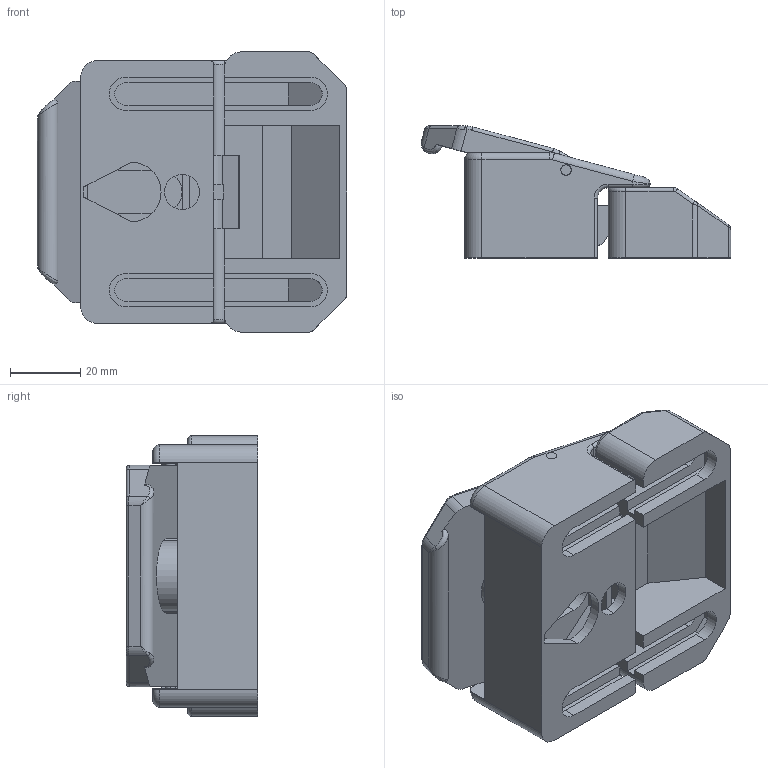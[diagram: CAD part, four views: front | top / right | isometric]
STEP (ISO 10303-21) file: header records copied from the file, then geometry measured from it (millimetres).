
FILE_DESCRIPTION (( 'STEP AP203' ), '1' );
FILE_NAME ('0957301.STEP', '2011-03-31T12:03:09', ( '' ), ( '' ), 'SwSTEP 2.0', 'SolidWorks 2011', '' );
FILE_SCHEMA (( 'CONFIG_CONTROL_DESIGN' ));
Length unit declared in the file: millimetre
Products named in the file (7): griff_Standard; Klammer_ohne Schloß; 0957301; bock_Standard; 0957101_7 103 - offen; schloss_Standard; stift_Standard
Assembly tree (7 placements, depth 3):
  0957301
    bock_Standard
    0957101_7 103 - offen
      schloss_Standard
      stift_Standard  x2
      griff_Standard
      Klammer_ohne Schloß
Bounding box: 88.31 x 37.59 x 80 mm (x, y, z)
Volume: 97674.9 mm3; surface area: 42632.7 mm2
Topology: 6 solids, 6 shells, 301 faces, 772 edges, 484 vertices
Faces by surface type: plane 143, cylinder 106, torus 26, bspline 24, cone 2
Entity records: 10207 total; most frequent: CARTESIAN_POINT 2284, ORIENTED_EDGE 1524, DIRECTION 1502, EDGE_CURVE 762, AXIS2_PLACEMENT_3D 512, VERTEX_POINT 480, VECTOR 478, LINE 478
